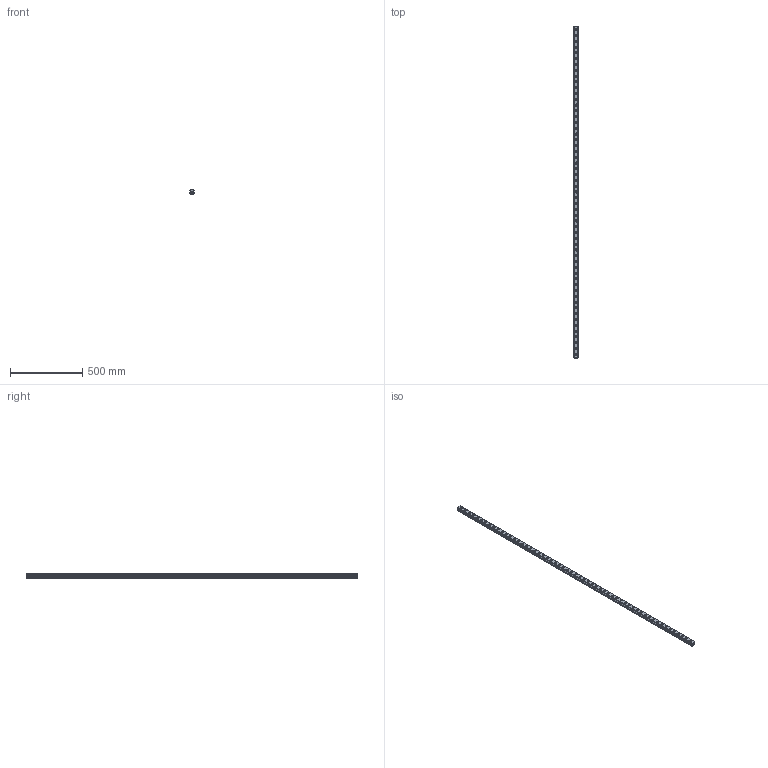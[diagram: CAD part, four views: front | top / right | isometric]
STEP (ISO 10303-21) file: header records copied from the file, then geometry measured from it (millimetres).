
FILE_DESCRIPTION(('STEP AP214'),'1');
FILE_NAME('cctmp_AF7A2980-958C-4AFD-8A04-9AF6A74F0F8B_2021_03_11_16_04_24_0564..stp','2021-03-11T15:04:24',('HIWIN GmbH'),('CADClick - www.CADClick.com'),'Spatial InterOp 3D',' ','unknown authorization');
FILE_SCHEMA(('AUTOMOTIVE_DESIGN'));
Length unit declared in the file: millimetre
Products named in the file (1): RGR30R2290H_FILE
Bounding box: 28 x 2290 x 28 mm (x, y, z)
Volume: 1314818.6 mm3; surface area: 339673.5 mm2
Topology: 1 solids, 1 shells, 628 faces, 1353 edges, 902 vertices
Faces by surface type: cylinder 360, plane 268
Entity records: 22425 total; most frequent: DIRECTION 3331, CARTESIAN_POINT 2884, ORIENTED_EDGE 2706, EDGE_CURVE 1353, AXIS2_PLACEMENT_3D 1349, VERTEX_POINT 902, EDGE_LOOP 803, CIRCLE 720
